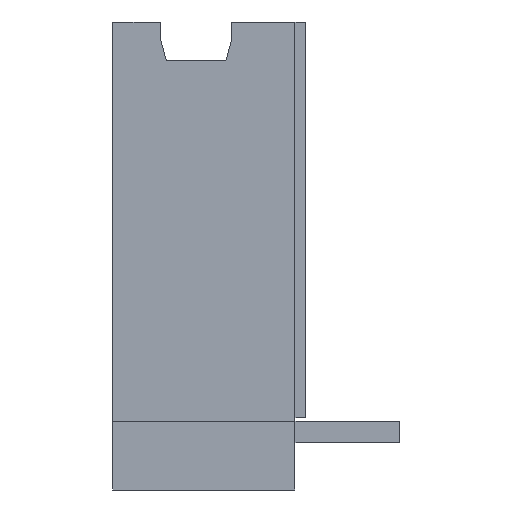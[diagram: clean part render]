
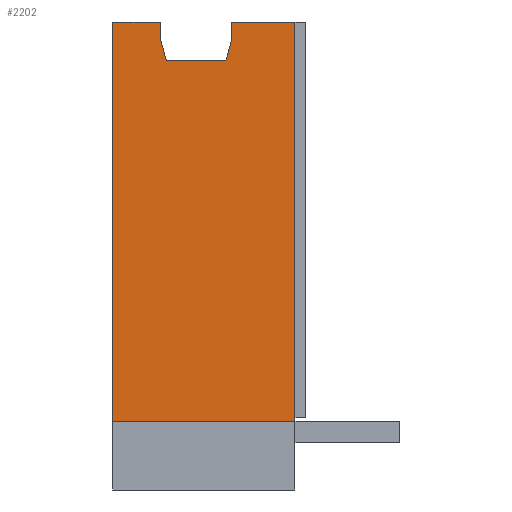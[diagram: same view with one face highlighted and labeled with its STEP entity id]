
A CAD part, left-side view. The second image highlights one B-rep face of the part: STEP entity #2202.
In plain terms, the highlighted planar face has unit normal (-1, 0, 0).
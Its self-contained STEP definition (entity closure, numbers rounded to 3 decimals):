
#129=DIRECTION('',(0.,0.,1.));
#130=VECTOR('',#129,11.913);
#131=CARTESIAN_POINT('',(-5.334,-2.718,-11.913));
#132=LINE('',#131,#130);
#397=DIRECTION('',(0.,1.,0.));
#398=VECTOR('',#397,1.43);
#399=CARTESIAN_POINT('',(-5.334,1.288,0.));
#400=LINE('',#399,#398);
#429=DIRECTION('',(0.,1.,0.));
#430=VECTOR('',#429,1.887);
#431=CARTESIAN_POINT('',(-5.334,-2.718,0.));
#432=LINE('',#431,#430);
#477=DIRECTION('',(0.,0.,-1.));
#478=VECTOR('',#477,0.508);
#479=CARTESIAN_POINT('',(-5.334,-0.831,0.));
#480=LINE('',#479,#478);
#481=DIRECTION('',(0.,1.,0.));
#482=VECTOR('',#481,5.436);
#483=CARTESIAN_POINT('',(-5.334,-2.718,-11.913));
#484=LINE('',#483,#482);
#485=DIRECTION('',(0.,0.,-1.));
#486=VECTOR('',#485,0.508);
#487=CARTESIAN_POINT('',(-5.334,1.288,0.));
#488=LINE('',#487,#486);
#489=DIRECTION('',(0.,0.259,0.966));
#490=VECTOR('',#489,0.657);
#491=CARTESIAN_POINT('',(-5.334,1.118,-1.143));
#492=LINE('',#491,#490);
#493=DIRECTION('',(0.,1.,0.));
#494=VECTOR('',#493,1.778);
#495=CARTESIAN_POINT('',(-5.334,-0.66,-1.143));
#496=LINE('',#495,#494);
#497=DIRECTION('',(0.,0.259,-0.966));
#498=VECTOR('',#497,0.657);
#499=CARTESIAN_POINT('',(-5.334,-0.831,-0.508));
#500=LINE('',#499,#498);
#757=DIRECTION('',(0.,0.,1.));
#758=VECTOR('',#757,11.913);
#759=CARTESIAN_POINT('',(-5.334,2.718,-11.913));
#760=LINE('',#759,#758);
#1323=CARTESIAN_POINT('',(-5.334,-2.718,-11.913));
#1324=VERTEX_POINT('',#1323);
#1325=CARTESIAN_POINT('',(-5.334,-2.718,0.));
#1326=VERTEX_POINT('',#1325);
#1339=CARTESIAN_POINT('',(-5.334,2.718,-11.913));
#1340=VERTEX_POINT('',#1339);
#1341=CARTESIAN_POINT('',(-5.334,2.718,0.));
#1342=VERTEX_POINT('',#1341);
#1375=CARTESIAN_POINT('',(-5.334,-0.831,0.));
#1376=CARTESIAN_POINT('',(-5.334,-0.831,-0.508));
#1377=VERTEX_POINT('',#1375);
#1378=VERTEX_POINT('',#1376);
#1379=CARTESIAN_POINT('',(-5.334,-0.66,-1.143));
#1380=VERTEX_POINT('',#1379);
#1381=CARTESIAN_POINT('',(-5.334,1.118,-1.143));
#1382=VERTEX_POINT('',#1381);
#1383=CARTESIAN_POINT('',(-5.334,1.288,-0.508));
#1384=VERTEX_POINT('',#1383);
#1385=CARTESIAN_POINT('',(-5.334,1.288,0.));
#1386=VERTEX_POINT('',#1385);
#2179=CARTESIAN_POINT('',(-5.334,-2.718,-11.913));
#2180=DIRECTION('',(-1.,0.,0.));
#2181=DIRECTION('',(0.,0.,1.));
#2182=AXIS2_PLACEMENT_3D('',#2179,#2180,#2181);
#2183=PLANE('',#2182);
#2185=ORIENTED_EDGE('',*,*,#2184,.F.);
#2186=ORIENTED_EDGE('',*,*,#2110,.F.);
#2187=ORIENTED_EDGE('',*,*,#1810,.F.);
#2189=ORIENTED_EDGE('',*,*,#2188,.T.);
#2191=ORIENTED_EDGE('',*,*,#2190,.T.);
#2192=ORIENTED_EDGE('',*,*,#2081,.F.);
#2193=ORIENTED_EDGE('',*,*,#2150,.T.);
#2195=ORIENTED_EDGE('',*,*,#2194,.F.);
#2197=ORIENTED_EDGE('',*,*,#2196,.F.);
#2199=ORIENTED_EDGE('',*,*,#2198,.F.);
#2200=EDGE_LOOP('',(#2185,#2186,#2187,#2189,#2191,#2192,#2193,#2195,#2197,
#2199));
#2201=FACE_OUTER_BOUND('',#2200,.F.);
#1810=EDGE_CURVE('',#1324,#1326,#132,.T.);
#2081=EDGE_CURVE('',#1386,#1342,#400,.T.);
#2110=EDGE_CURVE('',#1326,#1377,#432,.T.);
#2150=EDGE_CURVE('',#1386,#1384,#488,.T.);
#2184=EDGE_CURVE('',#1377,#1378,#480,.T.);
#2188=EDGE_CURVE('',#1324,#1340,#484,.T.);
#2190=EDGE_CURVE('',#1340,#1342,#760,.T.);
#2194=EDGE_CURVE('',#1382,#1384,#492,.T.);
#2196=EDGE_CURVE('',#1380,#1382,#496,.T.);
#2198=EDGE_CURVE('',#1378,#1380,#500,.T.);
#2202=ADVANCED_FACE('',(#2201),#2183,.T.);
